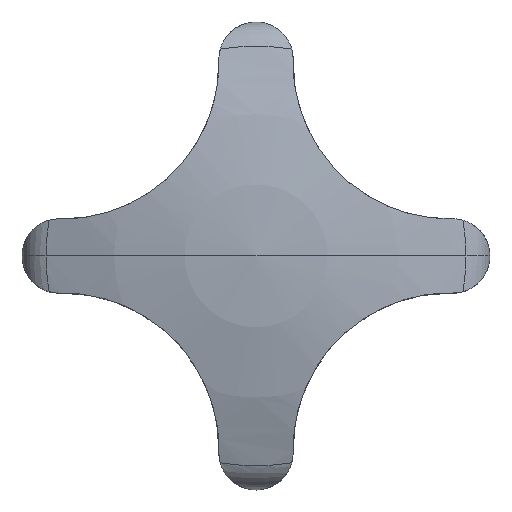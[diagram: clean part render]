
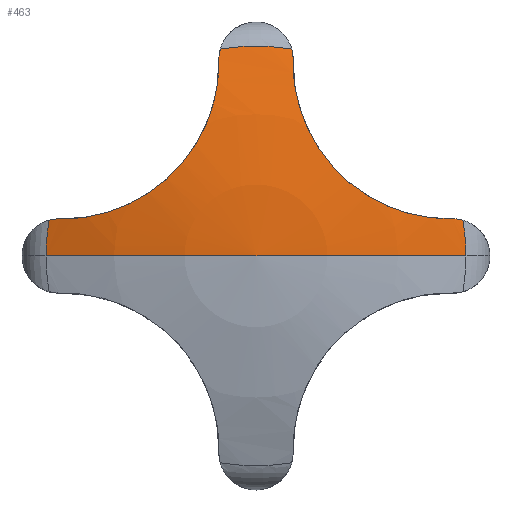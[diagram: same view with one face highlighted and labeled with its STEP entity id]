
A CAD part, top view. The second image highlights one B-rep face of the part: STEP entity #463.
In plain terms, the highlighted spherical face has radius 80 mm.
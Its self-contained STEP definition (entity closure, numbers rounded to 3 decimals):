
#265=VERTEX_POINT('',#690);
#269=VERTEX_POINT('',#695);
#281=VERTEX_POINT('',#708);
#283=VERTEX_POINT('',#710);
#307=VERTEX_POINT('',#736);
#315=EDGE_CURVE('',#577,#389,#746,.T.);
#329=VERTEX_POINT('',#761);
#339=EDGE_CURVE('',#265,#329,#771,.T.);
#355=VERTEX_POINT('',#787);
#371=EDGE_CURVE('',#605,#269,#804,.T.);
#389=VERTEX_POINT('',#822);
#413=EDGE_CURVE('',#307,#265,#848,.T.);
#415=EDGE_CURVE('',#565,#281,#850,.T.);
#433=VERTEX_POINT('',#869);
#435=EDGE_CURVE('',#269,#439,#871,.T.);
#439=VERTEX_POINT('',#875);
#451=EDGE_CURVE('',#355,#433,#887,.T.);
#459=EDGE_CURVE('',#329,#605,#895,.T.);
#463=ADVANCED_FACE('',(#899),#900,.T.);
#475=EDGE_CURVE('',#283,#355,#916,.T.);
#499=EDGE_CURVE('',#433,#307,#942,.T.);
#561=EDGE_CURVE('',#439,#577,#1011,.T.);
#565=VERTEX_POINT('',#1016);
#577=VERTEX_POINT('',#1029);
#605=VERTEX_POINT('',#1060);
#621=EDGE_CURVE('',#389,#565,#1077,.T.);
#629=EDGE_CURVE('',#281,#283,#1085,.T.);
#690=CARTESIAN_POINT('',(4.999,26.403,37.352));
#695=CARTESIAN_POINT('',(-4.999,26.597,37.283));
#708=CARTESIAN_POINT('',(0.,0.,42.0));
#710=CARTESIAN_POINT('',(28.267,0.,36.84));
#736=CARTESIAN_POINT('',(26.403,4.999,37.352));
#746=B_SPLINE_CURVE_WITH_KNOTS('',3,(#1276,#1277,#1278,#1279,#1280,#1281),.UNSPECIFIED.,.F.,.F.,(4,2,4),(3.067,4.269,4.581),.UNSPECIFIED.);
#761=CARTESIAN_POINT('',(4.813,27.854,36.84));
#771=B_SPLINE_CURVE_WITH_KNOTS('',3,(#1360,#1361,#1362,#1363,#1364,#1365),.UNSPECIFIED.,.F.,.F.,(4,2,4),(3.067,4.269,4.581),.UNSPECIFIED.);
#787=CARTESIAN_POINT('',(27.854,4.813,36.84));
#804=B_SPLINE_CURVE_WITH_KNOTS('',3,(#1444,#1445,#1446,#1447,#1448,#1449),.UNSPECIFIED.,.F.,.F.,(4,2,4),(17.472,18.466,18.781),.UNSPECIFIED.);
#822=CARTESIAN_POINT('',(-27.854,4.813,36.84));
#848=B_SPLINE_CURVE_WITH_KNOTS('',3,(#1547,#1548,#1549,#1550,#1551,#1552,#1553,#1554,#1555,#1556,#1557,#1558,#1559,#1560,#1561,#1562,#1563,#1564,#1565,#1566),.UNSPECIFIED.,.F.,.F.,(4,2,2,2,2,2,2,2,2,4),(28.609,32.35,36.091,39.832,43.573,47.245,50.918,54.591,58.264,61.759),.UNSPECIFIED.);
#850=CIRCLE('',#1569,80.0);
#869=CARTESIAN_POINT('',(26.597,4.999,37.283));
#871=B_SPLINE_CURVE_WITH_KNOTS('',3,(#1597,#1598,#1599,#1600),.UNSPECIFIED.,.F.,.F.,(4,4),(18.781,18.978),.UNSPECIFIED.);
#875=CARTESIAN_POINT('',(-4.999,26.403,37.352));
#887=B_SPLINE_CURVE_WITH_KNOTS('',3,(#1622,#1623,#1624,#1625,#1626,#1627),.UNSPECIFIED.,.F.,.F.,(4,2,4),(17.472,18.466,18.781),.UNSPECIFIED.);
#895=CIRCLE('',#1655,28.267);
#899=FACE_OUTER_BOUND('',#1659,.T.);
#900=SPHERICAL_SURFACE('',#1660,80.0);
#916=CIRCLE('',#1677,28.267);
#942=B_SPLINE_CURVE_WITH_KNOTS('',3,(#1729,#1730,#1731,#1732),.UNSPECIFIED.,.F.,.F.,(4,4),(18.781,18.978),.UNSPECIFIED.);
#1011=B_SPLINE_CURVE_WITH_KNOTS('',3,(#1877,#1878,#1879,#1880,#1881,#1882,#1883,#1884,#1885,#1886,#1887,#1888,#1889,#1890,#1891,#1892,#1893,#1894,#1895,#1896),.UNSPECIFIED.,.F.,.F.,(4,2,2,2,2,2,2,2,2,4),(28.609,32.35,36.091,39.832,43.573,47.245,50.918,54.591,58.264,61.759),.UNSPECIFIED.);
#1016=CARTESIAN_POINT('',(-28.267,0.,36.84));
#1029=CARTESIAN_POINT('',(-26.403,4.999,37.352));
#1060=CARTESIAN_POINT('',(-4.813,27.854,36.84));
#1077=CIRCLE('',#2066,28.267);
#1085=CIRCLE('',#2077,80.0);
#1276=CARTESIAN_POINT('',(-26.403,4.999,37.352));
#1277=CARTESIAN_POINT('',(-26.781,5.006,37.219));
#1278=CARTESIAN_POINT('',(-27.17,4.97,37.082));
#1279=CARTESIAN_POINT('',(-27.655,4.866,36.91));
#1280=CARTESIAN_POINT('',(-27.755,4.841,36.875));
#1281=CARTESIAN_POINT('',(-27.854,4.813,36.84));
#1360=CARTESIAN_POINT('',(4.999,26.403,37.352));
#1361=CARTESIAN_POINT('',(5.006,26.781,37.219));
#1362=CARTESIAN_POINT('',(4.97,27.17,37.082));
#1363=CARTESIAN_POINT('',(4.866,27.655,36.91));
#1364=CARTESIAN_POINT('',(4.841,27.755,36.875));
#1365=CARTESIAN_POINT('',(4.813,27.854,36.84));
#1444=CARTESIAN_POINT('',(-4.813,27.854,36.84));
#1445=CARTESIAN_POINT('',(-4.899,27.549,36.948));
#1446=CARTESIAN_POINT('',(-4.957,27.231,37.06));
#1447=CARTESIAN_POINT('',(-4.992,26.804,37.211));
#1448=CARTESIAN_POINT('',(-4.997,26.701,37.247));
#1449=CARTESIAN_POINT('',(-4.999,26.597,37.283));
#1547=CARTESIAN_POINT('',(26.403,4.999,37.352));
#1548=CARTESIAN_POINT('',(25.227,4.976,37.765));
#1549=CARTESIAN_POINT('',(23.992,5.053,38.161));
#1550=CARTESIAN_POINT('',(21.5,5.443,38.875));
#1551=CARTESIAN_POINT('',(20.242,5.757,39.194));
#1552=CARTESIAN_POINT('',(17.792,6.62,39.726));
#1553=CARTESIAN_POINT('',(16.598,7.17,39.941));
#1554=CARTESIAN_POINT('',(14.354,8.469,40.256));
#1555=CARTESIAN_POINT('',(13.304,9.217,40.356));
#1556=CARTESIAN_POINT('',(11.426,10.821,40.446));
#1557=CARTESIAN_POINT('',(10.534,11.726,40.442));
#1558=CARTESIAN_POINT('',(8.915,13.711,40.321));
#1559=CARTESIAN_POINT('',(8.187,14.791,40.204));
#1560=CARTESIAN_POINT('',(6.95,17.054,39.862));
#1561=CARTESIAN_POINT('',(6.44,18.239,39.637));
#1562=CARTESIAN_POINT('',(5.654,20.628,39.099));
#1563=CARTESIAN_POINT('',(5.378,21.831,38.785));
#1564=CARTESIAN_POINT('',(5.05,24.104,38.124));
#1565=CARTESIAN_POINT('',(4.977,25.25,37.757));
#1566=CARTESIAN_POINT('',(4.999,26.403,37.352));
#1569=AXIS2_PLACEMENT_3D('',#2279,#2280,#2281);
#1597=CARTESIAN_POINT('',(-4.999,26.597,37.283));
#1598=CARTESIAN_POINT('',(-5.,26.532,37.306));
#1599=CARTESIAN_POINT('',(-5.,26.468,37.329));
#1600=CARTESIAN_POINT('',(-4.999,26.403,37.352));
#1622=CARTESIAN_POINT('',(27.854,4.813,36.84));
#1623=CARTESIAN_POINT('',(27.549,4.899,36.948));
#1624=CARTESIAN_POINT('',(27.231,4.957,37.06));
#1625=CARTESIAN_POINT('',(26.804,4.992,37.211));
#1626=CARTESIAN_POINT('',(26.701,4.997,37.247));
#1627=CARTESIAN_POINT('',(26.597,4.999,37.283));
#1655=AXIS2_PLACEMENT_3D('',#2305,#2306,#2307);
#1659=EDGE_LOOP('',(#2309,#2310,#2311,#2312,#2313,#2314,#2315,#2316,#2317,#2318,#2319,#2320,#2321));
#1660=AXIS2_PLACEMENT_3D('',#2322,#2323,#2324);
#1677=AXIS2_PLACEMENT_3D('',#2362,#2363,#2364);
#1729=CARTESIAN_POINT('',(26.597,4.999,37.283));
#1730=CARTESIAN_POINT('',(26.532,5.,37.306));
#1731=CARTESIAN_POINT('',(26.468,5.,37.329));
#1732=CARTESIAN_POINT('',(26.403,4.999,37.352));
#1877=CARTESIAN_POINT('',(-4.999,26.403,37.352));
#1878=CARTESIAN_POINT('',(-4.976,25.227,37.765));
#1879=CARTESIAN_POINT('',(-5.053,23.992,38.161));
#1880=CARTESIAN_POINT('',(-5.443,21.5,38.875));
#1881=CARTESIAN_POINT('',(-5.757,20.242,39.194));
#1882=CARTESIAN_POINT('',(-6.62,17.792,39.726));
#1883=CARTESIAN_POINT('',(-7.17,16.598,39.941));
#1884=CARTESIAN_POINT('',(-8.469,14.354,40.256));
#1885=CARTESIAN_POINT('',(-9.217,13.304,40.356));
#1886=CARTESIAN_POINT('',(-10.821,11.426,40.446));
#1887=CARTESIAN_POINT('',(-11.726,10.534,40.442));
#1888=CARTESIAN_POINT('',(-13.711,8.915,40.321));
#1889=CARTESIAN_POINT('',(-14.791,8.187,40.204));
#1890=CARTESIAN_POINT('',(-17.054,6.95,39.862));
#1891=CARTESIAN_POINT('',(-18.239,6.44,39.637));
#1892=CARTESIAN_POINT('',(-20.628,5.654,39.099));
#1893=CARTESIAN_POINT('',(-21.831,5.378,38.785));
#1894=CARTESIAN_POINT('',(-24.104,5.05,38.124));
#1895=CARTESIAN_POINT('',(-25.25,4.977,37.757));
#1896=CARTESIAN_POINT('',(-26.403,4.999,37.352));
#2066=AXIS2_PLACEMENT_3D('',#2532,#2533,#2534);
#2077=AXIS2_PLACEMENT_3D('',#2536,#2537,#2538);
#2279=CARTESIAN_POINT('',(0.,0.,-38.0));
#2280=DIRECTION('',(0.,1.0,0.));
#2281=DIRECTION('',(0.0,0.,-1.0));
#2305=CARTESIAN_POINT('',(0.,0.,36.84));
#2306=DIRECTION('',(0.,0.,1.0));
#2307=DIRECTION('',(1.0,0.,0.));
#2309=ORIENTED_EDGE('',*,*,#415,.T.);
#2310=ORIENTED_EDGE('',*,*,#629,.T.);
#2311=ORIENTED_EDGE('',*,*,#475,.T.);
#2312=ORIENTED_EDGE('',*,*,#451,.T.);
#2313=ORIENTED_EDGE('',*,*,#499,.T.);
#2314=ORIENTED_EDGE('',*,*,#413,.T.);
#2315=ORIENTED_EDGE('',*,*,#339,.T.);
#2316=ORIENTED_EDGE('',*,*,#459,.T.);
#2317=ORIENTED_EDGE('',*,*,#371,.T.);
#2318=ORIENTED_EDGE('',*,*,#435,.T.);
#2319=ORIENTED_EDGE('',*,*,#561,.T.);
#2320=ORIENTED_EDGE('',*,*,#315,.T.);
#2321=ORIENTED_EDGE('',*,*,#621,.T.);
#2322=CARTESIAN_POINT('',(0.,0.,-38.0));
#2323=DIRECTION('',(0.,0.,1.0));
#2324=DIRECTION('',(-1.0,0.,0.0));
#2362=CARTESIAN_POINT('',(0.,0.,36.84));
#2363=DIRECTION('',(0.,0.,1.0));
#2364=DIRECTION('',(1.0,0.,0.));
#2532=CARTESIAN_POINT('',(0.,0.,36.84));
#2533=DIRECTION('',(0.,0.,1.0));
#2534=DIRECTION('',(1.0,0.,0.));
#2536=CARTESIAN_POINT('',(0.,0.,-38.0));
#2537=DIRECTION('',(0.,1.0,0.));
#2538=DIRECTION('',(0.0,0.,-1.0));
